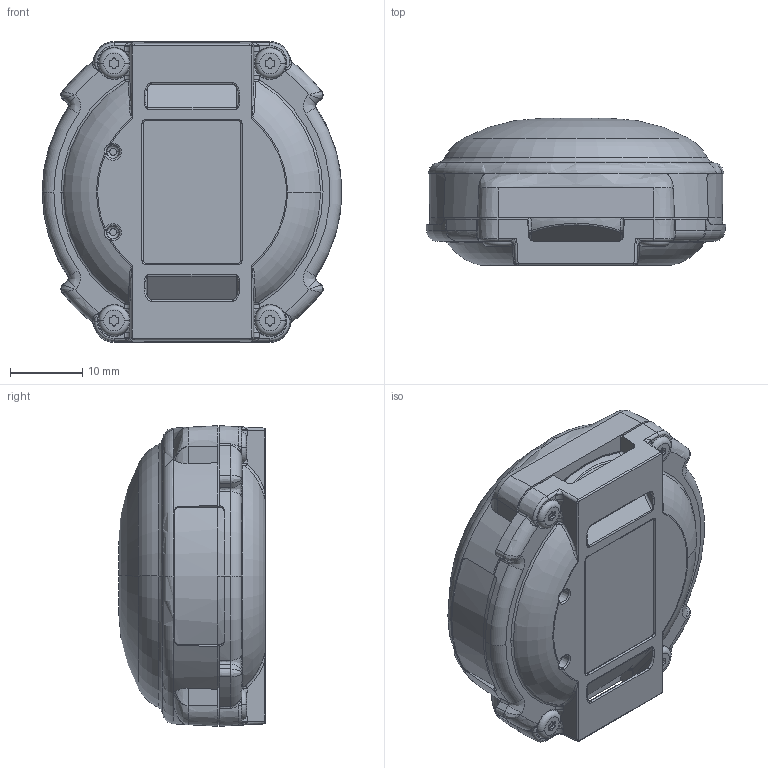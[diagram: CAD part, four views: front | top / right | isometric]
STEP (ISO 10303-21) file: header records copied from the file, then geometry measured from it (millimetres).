
FILE_DESCRIPTION (( 'STEP AP203' ), '1' );
FILE_NAME ('UWT-1101_HSG_ASM.STEP', '2023-03-16T18:33:24', ( '' ), ( '' ), 'SwSTEP 2.0', 'SolidWorks 2015', '' );
FILE_SCHEMA (( 'CONFIG_CONTROL_DESIGN' ));
Length unit declared in the file: inch
Products named in the file (4): 27380; UWT-1101_HSG_ASM; 26804_96001A152; 27381
Assembly tree (6 placements, depth 2):
  UWT-1101_HSG_ASM
    27381
    27380
    26804_96001A152  x4
Bounding box: 41.47 x 20.32 x 41.58 mm (x, y, z)
Volume: 8104.7 mm3; surface area: 10616.1 mm2
Topology: 6 solids, 6 shells, 974 faces, 2601 edges, 1628 vertices
Faces by surface type: cylinder 362, bspline 218, plane 164, cone 118, torus 104, sphere 8
Entity records: 34815 total; most frequent: CARTESIAN_POINT 19695, ORIENTED_EDGE 3396, DIRECTION 2666, EDGE_CURVE 1698, AXIS2_PLACEMENT_3D 1073, VERTEX_POINT 1056, EDGE_LOOP 706, ADVANCED_FACE 671
